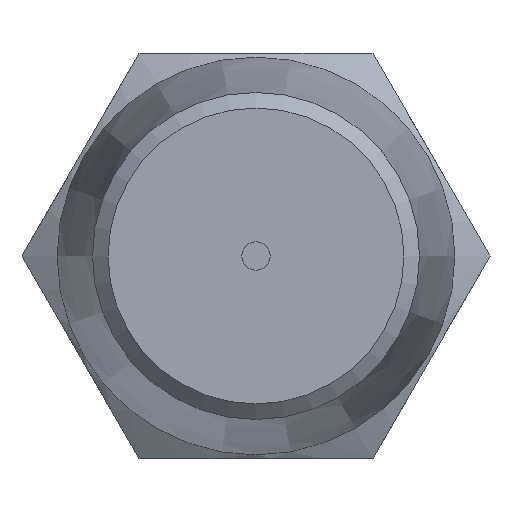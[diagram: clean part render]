
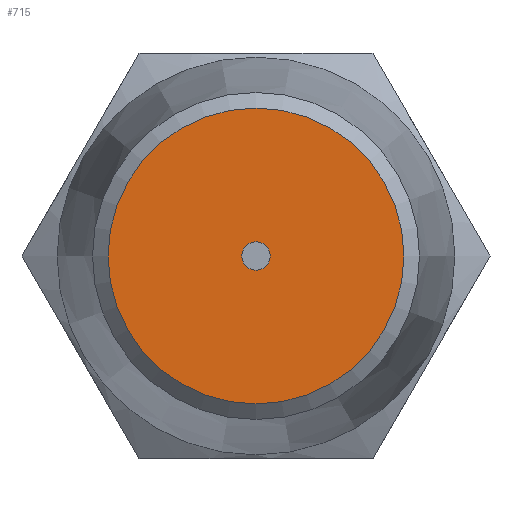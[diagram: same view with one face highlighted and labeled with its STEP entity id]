
A CAD part, left-side view. The second image highlights one B-rep face of the part: STEP entity #715.
In plain terms, the highlighted planar face has unit normal (-1, 0, 0).
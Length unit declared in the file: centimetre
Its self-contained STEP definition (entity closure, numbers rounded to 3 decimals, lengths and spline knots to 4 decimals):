
#101=FACE_BOUND('',#272,.T.);
#208=FACE_OUTER_BOUND('',#271,.T.);
#271=EDGE_LOOP('',(#598));
#272=EDGE_LOOP('',(#599));
#339=CIRCLE('',#798,0.5215);
#340=CIRCLE('',#799,0.05);
#392=VERTEX_POINT('',#1180);
#393=VERTEX_POINT('',#1182);
#469=EDGE_CURVE('',#392,#392,#339,.T.);
#470=EDGE_CURVE('',#393,#393,#340,.T.);
#598=ORIENTED_EDGE('',*,*,#469,.F.);
#599=ORIENTED_EDGE('',*,*,#470,.T.);
#679=PLANE('',#797);
#715=ADVANCED_FACE('',(#208,#101),#679,.T.);
#797=AXIS2_PLACEMENT_3D('',#1179,#957,#958);
#798=AXIS2_PLACEMENT_3D('',#1181,#959,#960);
#799=AXIS2_PLACEMENT_3D('',#1183,#961,#962);
#957=DIRECTION('center_axis',(-1.,0.,0.));
#958=DIRECTION('ref_axis',(0.,0.,1.));
#959=DIRECTION('center_axis',(1.,0.,0.));
#960=DIRECTION('ref_axis',(0.,-1.,0.));
#961=DIRECTION('center_axis',(1.,0.,0.));
#962=DIRECTION('ref_axis',(0.,1.,0.));
#1179=CARTESIAN_POINT('Origin',(-0.0011,-0.0174,
-0.0346));
#1180=CARTESIAN_POINT('',(-0.0011,0.2184,-0.0346));
#1181=CARTESIAN_POINT('Origin',(-0.0011,-0.3031,
-0.0346));
#1182=CARTESIAN_POINT('',(-0.0011,-0.3531,-0.0346));
#1183=CARTESIAN_POINT('Origin',(-0.0011,-0.3031,
-0.0346));
